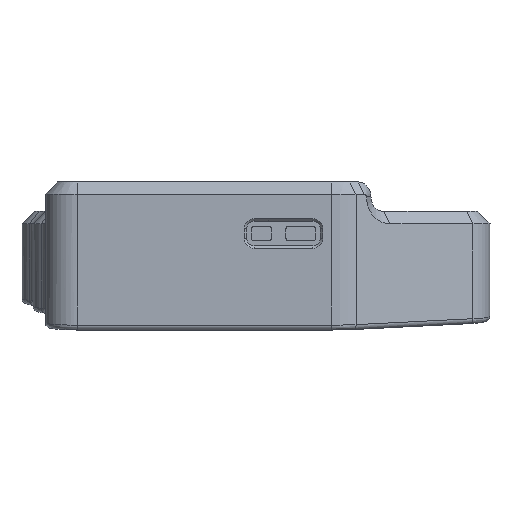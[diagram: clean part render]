
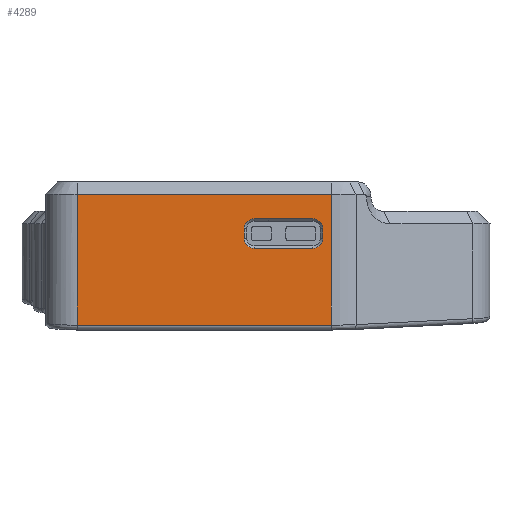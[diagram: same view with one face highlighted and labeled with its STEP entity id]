
A CAD part, left-side view. The second image highlights one B-rep face of the part: STEP entity #4289.
In plain terms, the highlighted planar face has unit normal (-1, 0, 0).
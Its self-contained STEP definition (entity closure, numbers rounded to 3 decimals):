
#89=FACE_BOUND('',#764,.T.);
#206=CIRCLE('',#4567,2.);
#208=CIRCLE('',#4571,2.);
#210=CIRCLE('',#4575,2.);
#212=CIRCLE('',#4579,2.);
#488=FACE_OUTER_BOUND('',#763,.T.);
#763=EDGE_LOOP('',(#2913,#2914,#2915,#2916));
#764=EDGE_LOOP('',(#2917,#2918,#2919,#2920,#2921,#2922,#2923,#2924,#2925));
#1042=LINE('',#6536,#1425);
#1048=LINE('',#6551,#1431);
#1052=LINE('',#6563,#1435);
#1056=LINE('',#6575,#1439);
#1059=LINE('',#6584,#1442);
#1069=LINE('',#6610,#1452);
#1070=LINE('',#6612,#1453);
#1071=LINE('',#6614,#1454);
#1072=LINE('',#6615,#1455);
#1425=VECTOR('',#5096,10.);
#1431=VECTOR('',#5110,10.);
#1435=VECTOR('',#5122,10.);
#1439=VECTOR('',#5134,10.);
#1442=VECTOR('',#5145,10.);
#1452=VECTOR('',#5171,10.);
#1453=VECTOR('',#5172,10.);
#1454=VECTOR('',#5173,10.);
#1455=VECTOR('',#5174,10.);
#1808=VERTEX_POINT('',#6533);
#1809=VERTEX_POINT('',#6535);
#1812=VERTEX_POINT('',#6542);
#1814=VERTEX_POINT('',#6548);
#1816=VERTEX_POINT('',#6554);
#1818=VERTEX_POINT('',#6560);
#1820=VERTEX_POINT('',#6566);
#1822=VERTEX_POINT('',#6572);
#1824=VERTEX_POINT('',#6578);
#1831=VERTEX_POINT('',#6608);
#1832=VERTEX_POINT('',#6609);
#1833=VERTEX_POINT('',#6611);
#1834=VERTEX_POINT('',#6613);
#2202=EDGE_CURVE('',#1809,#1808,#1042,.T.);
#2207=EDGE_CURVE('',#1812,#1809,#206,.T.);
#2210=EDGE_CURVE('',#1814,#1812,#1048,.T.);
#2213=EDGE_CURVE('',#1816,#1814,#208,.T.);
#2216=EDGE_CURVE('',#1818,#1816,#1052,.T.);
#2219=EDGE_CURVE('',#1820,#1818,#210,.T.);
#2222=EDGE_CURVE('',#1822,#1820,#1056,.T.);
#2225=EDGE_CURVE('',#1824,#1822,#212,.T.);
#2227=EDGE_CURVE('',#1808,#1824,#1059,.T.);
#2239=EDGE_CURVE('',#1831,#1832,#1069,.T.);
#2240=EDGE_CURVE('',#1832,#1833,#1070,.T.);
#2241=EDGE_CURVE('',#1833,#1834,#1071,.T.);
#2242=EDGE_CURVE('',#1831,#1834,#1072,.T.);
#2913=ORIENTED_EDGE('',*,*,#2239,.T.);
#2914=ORIENTED_EDGE('',*,*,#2240,.T.);
#2915=ORIENTED_EDGE('',*,*,#2241,.T.);
#2916=ORIENTED_EDGE('',*,*,#2242,.F.);
#2917=ORIENTED_EDGE('',*,*,#2202,.T.);
#2918=ORIENTED_EDGE('',*,*,#2227,.T.);
#2919=ORIENTED_EDGE('',*,*,#2225,.T.);
#2920=ORIENTED_EDGE('',*,*,#2222,.T.);
#2921=ORIENTED_EDGE('',*,*,#2219,.T.);
#2922=ORIENTED_EDGE('',*,*,#2216,.T.);
#2923=ORIENTED_EDGE('',*,*,#2213,.T.);
#2924=ORIENTED_EDGE('',*,*,#2210,.T.);
#2925=ORIENTED_EDGE('',*,*,#2207,.T.);
#4177=PLANE('',#4588);
#4289=ADVANCED_FACE('',(#488,#89),#4177,.F.);
#4567=AXIS2_PLACEMENT_3D('',#6545,#5104,#5105);
#4571=AXIS2_PLACEMENT_3D('',#6557,#5116,#5117);
#4575=AXIS2_PLACEMENT_3D('',#6569,#5128,#5129);
#4579=AXIS2_PLACEMENT_3D('',#6581,#5140,#5141);
#4588=AXIS2_PLACEMENT_3D('',#6607,#5169,#5170);
#5096=DIRECTION('',(0.,-1.,0.));
#5104=DIRECTION('center_axis',(1.,0.,0.));
#5105=DIRECTION('ref_axis',(0.,1.,0.));
#5110=DIRECTION('',(0.,0.,1.));
#5116=DIRECTION('center_axis',(1.,0.,0.));
#5117=DIRECTION('ref_axis',(0.,0.,-1.));
#5122=DIRECTION('',(0.,1.,0.));
#5128=DIRECTION('center_axis',(1.,0.,0.));
#5129=DIRECTION('ref_axis',(0.,-1.,0.));
#5134=DIRECTION('',(0.,0.,-1.));
#5140=DIRECTION('center_axis',(1.,0.,0.));
#5141=DIRECTION('ref_axis',(0.,0.,1.));
#5145=DIRECTION('',(0.,-1.,0.));
#5169=DIRECTION('center_axis',(1.,0.,0.));
#5170=DIRECTION('ref_axis',(0.,1.,0.));
#5171=DIRECTION('',(0.,-1.,0.));
#5172=DIRECTION('',(0.,0.,1.));
#5173=DIRECTION('',(0.,1.,0.));
#5174=DIRECTION('',(0.,0.,1.));
#6533=CARTESIAN_POINT('',(200.997,-107.636,7.5));
#6535=CARTESIAN_POINT('',(200.997,-104.636,7.5));
#6536=CARTESIAN_POINT('',(200.997,-114.017,7.5));
#6542=CARTESIAN_POINT('',(200.997,-102.636,5.5));
#6545=CARTESIAN_POINT('Origin',(200.997,-104.636,5.5));
#6548=CARTESIAN_POINT('',(200.997,-102.636,3.5));
#6551=CARTESIAN_POINT('',(200.997,-102.636,2.75));
#6554=CARTESIAN_POINT('',(200.997,-104.636,1.5));
#6557=CARTESIAN_POINT('Origin',(200.997,-104.636,3.5));
#6560=CARTESIAN_POINT('',(200.997,-116.636,1.5));
#6563=CARTESIAN_POINT('',(200.997,-112.517,1.5));
#6566=CARTESIAN_POINT('',(200.997,-118.636,3.5));
#6569=CARTESIAN_POINT('Origin',(200.997,-116.636,3.5));
#6572=CARTESIAN_POINT('',(200.997,-118.636,5.5));
#6575=CARTESIAN_POINT('',(200.997,-118.636,1.75));
#6578=CARTESIAN_POINT('',(200.997,-116.636,7.5));
#6581=CARTESIAN_POINT('Origin',(200.997,-116.636,5.5));
#6584=CARTESIAN_POINT('',(200.997,-118.517,7.5));
#6607=CARTESIAN_POINT('Origin',(200.997,-120.397,0.));
#6608=CARTESIAN_POINT('',(200.997,-68.636,-14.144));
#6609=CARTESIAN_POINT('',(200.997,-120.397,-14.144));
#6610=CARTESIAN_POINT('',(200.997,-88.892,-14.144));
#6611=CARTESIAN_POINT('',(200.997,-120.397,12.5));
#6612=CARTESIAN_POINT('',(200.997,-120.397,0.));
#6613=CARTESIAN_POINT('',(200.997,-68.636,12.5));
#6614=CARTESIAN_POINT('',(200.997,-108.156,12.5));
#6615=CARTESIAN_POINT('',(200.997,-68.636,0.));
